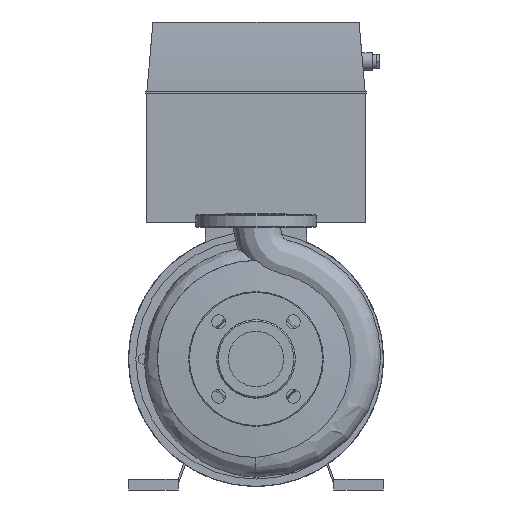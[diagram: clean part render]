
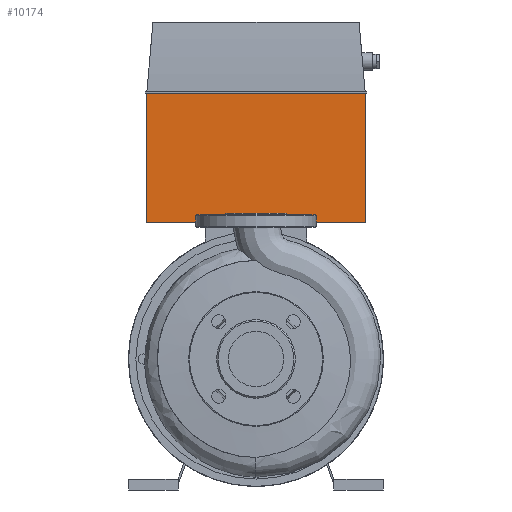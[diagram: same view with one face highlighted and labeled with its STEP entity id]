
A CAD part, left-side view. The second image highlights one B-rep face of the part: STEP entity #10174.
In plain terms, the highlighted planar face has unit normal (-1, 0, 0).
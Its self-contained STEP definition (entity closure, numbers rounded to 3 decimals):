
#934=LINE('',#21900,#1837);
#941=LINE('',#21918,#1844);
#944=LINE('',#21924,#1847);
#945=LINE('',#21925,#1848);
#1837=VECTOR('',#13980,10.);
#1844=VECTOR('',#14005,10.);
#1847=VECTOR('',#14010,10.);
#1848=VECTOR('',#14011,10.);
#2340=PLANE('',#11170);
#3062=FACE_OUTER_BOUND('',#3768,.T.);
#3768=EDGE_LOOP('',(#9390,#9391,#9392,#9393));
#5149=VERTEX_POINT('',#21896);
#5151=VERTEX_POINT('',#21899);
#5153=VERTEX_POINT('',#21917);
#5155=VERTEX_POINT('',#21923);
#6561=EDGE_CURVE('',#5151,#5149,#934,.T.);
#6570=EDGE_CURVE('',#5153,#5151,#941,.T.);
#6573=EDGE_CURVE('',#5149,#5155,#944,.T.);
#6574=EDGE_CURVE('',#5155,#5153,#945,.T.);
#9390=ORIENTED_EDGE('',*,*,#6561,.T.);
#9391=ORIENTED_EDGE('',*,*,#6573,.T.);
#9392=ORIENTED_EDGE('',*,*,#6574,.T.);
#9393=ORIENTED_EDGE('',*,*,#6570,.T.);
#10174=ADVANCED_FACE('',(#3062),#2340,.T.);
#11170=AXIS2_PLACEMENT_3D('',#21922,#14008,#14009);
#13980=DIRECTION('',(0.,1.,0.));
#14005=DIRECTION('',(0.,0.,1.));
#14008=DIRECTION('center_axis',(-1.,0.,0.));
#14009=DIRECTION('ref_axis',(0.,0.,1.));
#14010=DIRECTION('',(0.,0.,-1.));
#14011=DIRECTION('',(0.,-1.,0.));
#21896=CARTESIAN_POINT('',(307.7,150.,545.4));
#21899=CARTESIAN_POINT('',(307.7,-150.,545.4));
#21900=CARTESIAN_POINT('',(307.7,0.,545.4));
#21917=CARTESIAN_POINT('',(307.7,-150.,367.));
#21918=CARTESIAN_POINT('',(307.7,-150.,367.));
#21922=CARTESIAN_POINT('Origin',(307.7,0.,546.4));
#21923=CARTESIAN_POINT('',(307.7,150.,367.));
#21924=CARTESIAN_POINT('',(307.7,150.,367.));
#21925=CARTESIAN_POINT('',(307.7,0.,367.));
